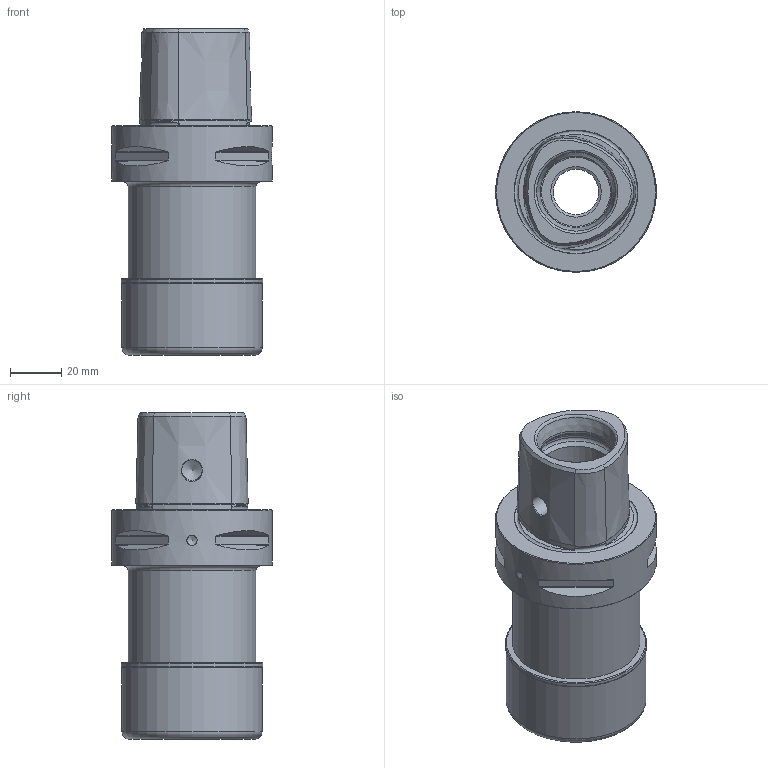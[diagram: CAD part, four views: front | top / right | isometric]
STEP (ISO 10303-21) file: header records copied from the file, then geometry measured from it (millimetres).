
FILE_DESCRIPTION(/* description */ (''),/* implementation_level */ '2;1');
FILE_NAME(/* name */ '580673240.stp',/* time_stamp */ '2021-01-12T12:38:58',/* author */ ('LRA'),/* organization */ ('REGO-FIX'),/* preprocessor_version */ ' Unknown',/* originating_system */ 'SIEMENS PLM Software Solid Edge ST10',/* authorization */ 'Unknown');
FILE_SCHEMA (('AUTOMOTIVE_DESIGN { 1 0 10303 214 2 1 1}'));
Length unit declared in the file: millimetre
Products named in the file (1): 0013943
Bounding box: 63 x 63 x 128 mm (x, y, z)
Volume: 170463.5 mm3; surface area: 47527.6 mm2
Topology: 2 solids, 2 shells, 129 faces, 303 edges, 186 vertices
Faces by surface type: cone 62, cylinder 27, plane 26, torus 14
Full cylindrical faces by diameter (mm): 4 x1, 8.1 x2, 17.835 x2, 28 x2, 32 x1, 33 x1, 38.25 x1, 42 x1, 48.376 x1, 50 x2, 50.05 x1, 51 x1, 55 x1, 55.4 x1, 63 x1
Entity records: 4283 total; most frequent: CARTESIAN_POINT 770, DIRECTION 546, ORIENTED_EDGE 452, AXIS2_PLACEMENT_3D 243, EDGE_CURVE 226, FACE_BOUND 200, EDGE_LOOP 197, VERTEX_POINT 166
